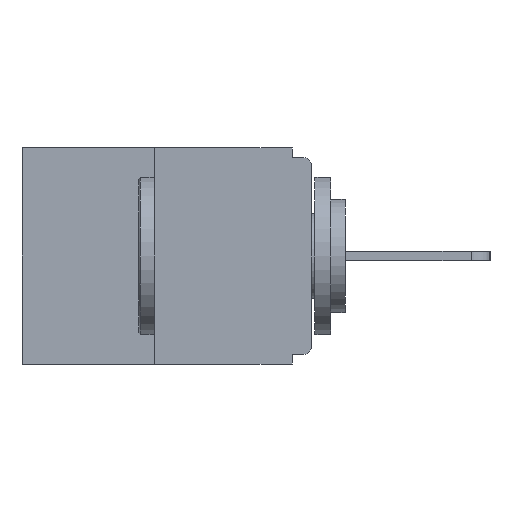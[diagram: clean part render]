
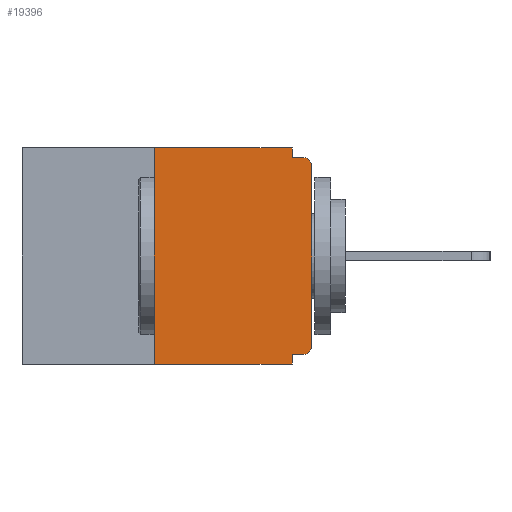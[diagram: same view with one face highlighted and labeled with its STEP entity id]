
A CAD part, left-side view. The second image highlights one B-rep face of the part: STEP entity #19396.
In plain terms, the highlighted planar face has unit normal (-1, 0, 0).
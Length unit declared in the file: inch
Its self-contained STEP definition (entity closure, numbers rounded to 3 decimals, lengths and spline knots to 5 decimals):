
#53 = AXIS2_PLACEMENT_3D ( 'NONE', #17558, #8882, #19411 ) ;
#219 = EDGE_CURVE ( 'NONE', #16227, #20259, #18066, .T. ) ;
#742 = CIRCLE ( 'NONE', #14200, 0.015 ) ;
#944 = ORIENTED_EDGE ( 'NONE', *, *, #10645, .F. ) ;
#988 = VERTEX_POINT ( 'NONE', #5684 ) ;
#1261 = VECTOR ( 'NONE', #3050, 39.37008 ) ;
#1754 = CARTESIAN_POINT ( 'NONE',  ( 0., 0.25, 0. ) ) ;
#2042 = ORIENTED_EDGE ( 'NONE', *, *, #3987, .T. ) ;
#2765 = EDGE_CURVE ( 'NONE', #3242, #988, #13969, .T. ) ;
#2802 = FACE_OUTER_BOUND ( 'NONE', #6908, .T. ) ;
#3050 = DIRECTION ( 'NONE',  ( 0., 0., 1. ) ) ;
#3063 = ORIENTED_EDGE ( 'NONE', *, *, #9980, .F. ) ;
#3077 = VERTEX_POINT ( 'NONE', #22121 ) ;
#3242 = VERTEX_POINT ( 'NONE', #10726 ) ;
#3701 = CARTESIAN_POINT ( 'NONE',  ( 0., 0., -0.328 ) ) ;
#3750 = VECTOR ( 'NONE', #16021, 39.37008 ) ;
#3807 = ORIENTED_EDGE ( 'NONE', *, *, #5634, .T. ) ;
#3987 = EDGE_CURVE ( 'NONE', #10648, #3077, #15138, .T. ) ;
#4623 = CARTESIAN_POINT ( 'NONE',  ( 0., 0.031, 0. ) ) ;
#5408 = CARTESIAN_POINT ( 'NONE',  ( 0., 0.031, -0.343 ) ) ;
#5555 = CARTESIAN_POINT ( 'NONE',  ( 0., 0.25, -0.343 ) ) ;
#5634 = EDGE_CURVE ( 'NONE', #21312, #7718, #742, .T. ) ;
#5684 = CARTESIAN_POINT ( 'NONE',  ( 0., 0.031, 0. ) ) ;
#6037 = CARTESIAN_POINT ( 'NONE',  ( 0., 0.015, -0.015 ) ) ;
#6261 = VECTOR ( 'NONE', #9906, 39.37008 ) ;
#6407 = CARTESIAN_POINT ( 'NONE',  ( 0., 0., 0. ) ) ;
#6908 = EDGE_LOOP ( 'NONE', ( #17137, #15554, #2042, #944, #3063, #18336, #11689, #3807, #8478, #10354 ) ) ;
#7091 = LINE ( 'NONE', #6407, #6261 ) ;
#7374 = DIRECTION ( 'NONE',  ( 0., -1., 0. ) ) ;
#7575 = DIRECTION ( 'NONE',  ( 0., -1., 0. ) ) ;
#7718 = VERTEX_POINT ( 'NONE', #6037 ) ;
#8478 = ORIENTED_EDGE ( 'NONE', *, *, #11258, .F. ) ;
#8882 = DIRECTION ( 'NONE',  ( 1., 0., 0. ) ) ;
#8909 = PLANE ( 'NONE',  #53 ) ;
#9403 = LINE ( 'NONE', #4623, #20658 ) ;
#9423 = CARTESIAN_POINT ( 'NONE',  ( 0., 0.015, -0.03 ) ) ;
#9647 = DIRECTION ( 'NONE',  ( 0., 1., 0. ) ) ;
#9906 = DIRECTION ( 'NONE',  ( 0., 0., 1. ) ) ;
#9980 = EDGE_CURVE ( 'NONE', #16227, #15180, #15628, .T. ) ;
#10354 = ORIENTED_EDGE ( 'NONE', *, *, #15437, .F. ) ;
#10376 = CARTESIAN_POINT ( 'NONE',  ( 0., 0.46, -0.343 ) ) ;
#10533 = EDGE_CURVE ( 'NONE', #10648, #3242, #10591, .T. ) ;
#10585 = CARTESIAN_POINT ( 'NONE',  ( 0., 0.015, -0.328 ) ) ;
#10591 = LINE ( 'NONE', #1754, #1261 ) ;
#10645 = EDGE_CURVE ( 'NONE', #15180, #3077, #10845, .T. ) ;
#10648 = VERTEX_POINT ( 'NONE', #5555 ) ;
#10726 = CARTESIAN_POINT ( 'NONE',  ( 0., 0.25, 0. ) ) ;
#10845 = LINE ( 'NONE', #5408, #3750 ) ;
#11022 = DIRECTION ( 'NONE',  ( -1., 0., 0. ) ) ;
#11258 = EDGE_CURVE ( 'NONE', #19253, #7718, #20879, .T. ) ;
#11673 = DIRECTION ( 'NONE',  ( 0., 0., -1. ) ) ;
#11689 = ORIENTED_EDGE ( 'NONE', *, *, #12526, .T. ) ;
#12100 = CARTESIAN_POINT ( 'NONE',  ( 0., 0.46, 0. ) ) ;
#12526 = EDGE_CURVE ( 'NONE', #20259, #21312, #7091, .T. ) ;
#13969 = LINE ( 'NONE', #12100, #20595 ) ;
#14200 = AXIS2_PLACEMENT_3D ( 'NONE', #9423, #11022, #21835 ) ;
#14535 = CARTESIAN_POINT ( 'NONE',  ( 0., 0., -0.015 ) ) ;
#15138 = LINE ( 'NONE', #10376, #17935 ) ;
#15180 = VERTEX_POINT ( 'NONE', #19352 ) ;
#15437 = EDGE_CURVE ( 'NONE', #988, #19253, #9403, .T. ) ;
#15465 = CARTESIAN_POINT ( 'NONE',  ( 0., 0.031, -0.015 ) ) ;
#15554 = ORIENTED_EDGE ( 'NONE', *, *, #10533, .F. ) ;
#15628 = LINE ( 'NONE', #3701, #20335 ) ;
#16021 = DIRECTION ( 'NONE',  ( 0., 0., -1. ) ) ;
#16227 = VERTEX_POINT ( 'NONE', #10585 ) ;
#16742 = AXIS2_PLACEMENT_3D ( 'NONE', #21000, #16945, #17213 ) ;
#16945 = DIRECTION ( 'NONE',  ( -1., 0., 0. ) ) ;
#17137 = ORIENTED_EDGE ( 'NONE', *, *, #2765, .F. ) ;
#17213 = DIRECTION ( 'NONE',  ( 0., 0., -1. ) ) ;
#17323 = DIRECTION ( 'NONE',  ( 0., -1., 0. ) ) ;
#17558 = CARTESIAN_POINT ( 'NONE',  ( 0., 0.46, 0. ) ) ;
#17935 = VECTOR ( 'NONE', #7575, 39.37008 ) ;
#18066 = CIRCLE ( 'NONE', #16742, 0.015 ) ;
#18336 = ORIENTED_EDGE ( 'NONE', *, *, #219, .T. ) ;
#19253 = VERTEX_POINT ( 'NONE', #15465 ) ;
#19352 = CARTESIAN_POINT ( 'NONE',  ( 0., 0.031, -0.328 ) ) ;
#19396 = ADVANCED_FACE ( 'NONE', ( #2802 ), #8909, .F. ) ;
#19411 = DIRECTION ( 'NONE',  ( 0., 0., -1. ) ) ;
#20259 = VERTEX_POINT ( 'NONE', #21987 ) ;
#20335 = VECTOR ( 'NONE', #9647, 39.37008 ) ;
#20595 = VECTOR ( 'NONE', #17323, 39.37008 ) ;
#20658 = VECTOR ( 'NONE', #11673, 39.37008 ) ;
#20879 = LINE ( 'NONE', #14535, #22227 ) ;
#21000 = CARTESIAN_POINT ( 'NONE',  ( 0., 0.015, -0.313 ) ) ;
#21312 = VERTEX_POINT ( 'NONE', #21340 ) ;
#21340 = CARTESIAN_POINT ( 'NONE',  ( 0., 0., -0.03 ) ) ;
#21835 = DIRECTION ( 'NONE',  ( 0., 0., -1. ) ) ;
#21987 = CARTESIAN_POINT ( 'NONE',  ( 0., 0., -0.313 ) ) ;
#22121 = CARTESIAN_POINT ( 'NONE',  ( 0., 0.031, -0.343 ) ) ;
#22227 = VECTOR ( 'NONE', #7374, 39.37008 ) ;
